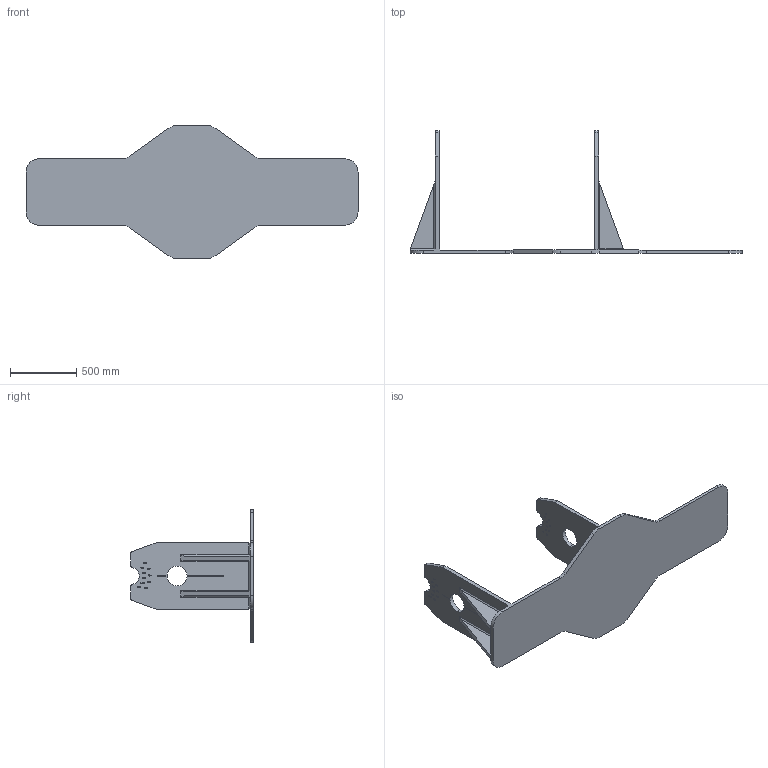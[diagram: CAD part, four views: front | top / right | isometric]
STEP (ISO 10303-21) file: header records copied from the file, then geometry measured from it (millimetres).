
FILE_DESCRIPTION((''),'2;1');
FILE_NAME('PEIXIANG_DIBAN','2021-11-22T',('fanyzh'),('babu'),'PRO/ENGINEER BY PARAMETRIC TECHNOLOGY CORPORATION, 2010280','PRO/ENGINEER BY PARAMETRIC TECHNOLOGY CORPORATION, 2010280','');
FILE_SCHEMA(('AP203_CONFIGURATION_CONTROLLED_3D_DESIGN_OF_MECHANICAL_PARTS_AND_ASSEMBLIES_MIM_LF'));
Length unit declared in the file: millimetre
Products named in the file (1): PEIXIANG_DIBAN
Bounding box: 2500 x 925 x 1000 mm (x, y, z)
Volume: 70150894.7 mm3; surface area: 5419729.6 mm2
Topology: 1 solids, 1 shells, 568 faces, 2411 edges, 1862 vertices
Faces by surface type: plane 502, cylinder 66
Entity records: 31251 total; most frequent: CARTESIAN_POINT 4114, DIRECTION 3729, ORIENTED_EDGE 3290, PRESENTATION_STYLE_ASSIGNMENT 2489, STYLED_ITEM 2472, CURVE_STYLE 2471, VECTOR 2279, LINE 2279
